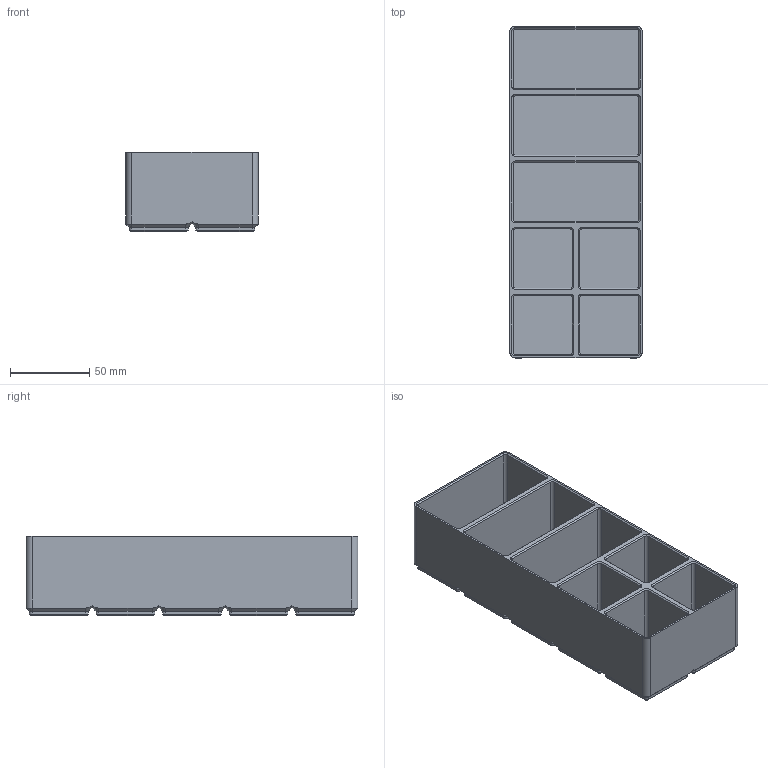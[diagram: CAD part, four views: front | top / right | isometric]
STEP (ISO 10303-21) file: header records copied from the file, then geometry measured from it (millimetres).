
FILE_DESCRIPTION(('Creo Elements/Direct Modeling STEP Export'),'2;1');
FILE_NAME('Gridfinity-2x5x50-07.stp','2022-11-06T18:40:47',(''),(''),'Creo Elements/Direct Modeling STEP processor for AP214 (Solid Model)','Creo Elements/Direct Modeling 20.3A 20-Jun-2020 (C) Parametric Technology GmbH','');
FILE_SCHEMA(('AUTOMOTIVE_DESIGN { 1 0 10303 214 1 1 1 1 }'));
Length unit declared in the file: millimetre
Products named in the file (2): 2x5x50-07
Assembly tree (1 placements, depth 2):
  2x5x50-07
    2x5x50-07
Bounding box: 83.5 x 209.5 x 50 mm (x, y, z)
Volume: 229426.6 mm3; surface area: 123264.8 mm2
Topology: 1 solids, 1 shells, 618 faces, 1333 edges, 804 vertices
Faces by surface type: plane 278, cylinder 232, cone 108
Entity records: 18499 total; most frequent: CARTESIAN_POINT 5360, DIRECTION 2709, ORIENTED_EDGE 2666, EDGE_CURVE 1333, AXIS2_PLACEMENT_3D 977, VERTEX_POINT 804, VECTOR 755, LINE 755
